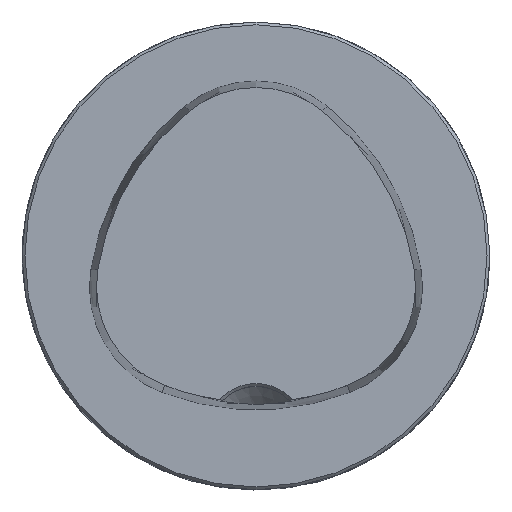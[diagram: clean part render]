
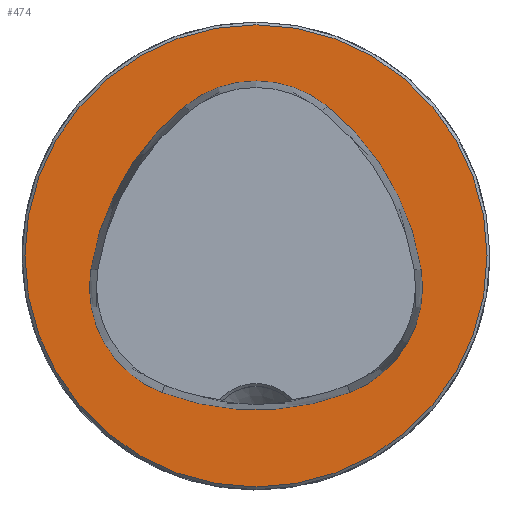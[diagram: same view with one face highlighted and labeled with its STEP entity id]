
A CAD part, top view. The second image highlights one B-rep face of the part: STEP entity #474.
In plain terms, the highlighted planar face has unit normal (0, 0, 1).
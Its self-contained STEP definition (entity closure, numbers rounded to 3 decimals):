
#474=ADVANCED_FACE('CU_E_LO_SU_1',(#690,#691),#608,.T.);
#608=PLANE('',#1992);
#690=FACE_BOUND('',#765,.T.);
#691=FACE_BOUND('',#766,.T.);
#765=EDGE_LOOP('',(#984));
#766=EDGE_LOOP('',(#985,#986,#987,#988,#989,#990));
#984=ORIENTED_EDGE('',*,*,#1639,.T.);
#985=ORIENTED_EDGE('',*,*,#1640,.F.);
#986=ORIENTED_EDGE('',*,*,#1641,.F.);
#987=ORIENTED_EDGE('',*,*,#1642,.F.);
#988=ORIENTED_EDGE('',*,*,#1643,.F.);
#989=ORIENTED_EDGE('',*,*,#1637,.F.);
#990=ORIENTED_EDGE('',*,*,#1644,.F.);
#1478=VERTEX_POINT('',#3186);
#1479=VERTEX_POINT('',#3188);
#1480=VERTEX_POINT('',#3192);
#1481=VERTEX_POINT('',#3194);
#1482=VERTEX_POINT('',#3195);
#1483=VERTEX_POINT('',#3197);
#1484=VERTEX_POINT('',#3199);
#1637=EDGE_CURVE('',#1478,#1479,#1847,.T.);
#1639=EDGE_CURVE('',#1480,#1480,#1848,.T.);
#1640=EDGE_CURVE('',#1481,#1482,#1849,.T.);
#1641=EDGE_CURVE('',#1483,#1481,#1850,.T.);
#1642=EDGE_CURVE('',#1484,#1483,#1851,.T.);
#1643=EDGE_CURVE('',#1479,#1484,#1852,.T.);
#1644=EDGE_CURVE('',#1482,#1478,#1853,.T.);
#1847=CIRCLE('',#1984,28.075);
#1848=CIRCLE('',#1986,24.7);
#1849=CIRCLE('',#1987,28.075);
#1850=CIRCLE('',#1988,12.075);
#1851=CIRCLE('',#1989,28.075);
#1852=CIRCLE('',#1990,12.075);
#1853=CIRCLE('',#1991,12.075);
#1984=AXIS2_PLACEMENT_3D('',#3187,#2266,#2267);
#1986=AXIS2_PLACEMENT_3D('',#3191,#2271,#2272);
#1987=AXIS2_PLACEMENT_3D('',#3193,#2273,#2274);
#1988=AXIS2_PLACEMENT_3D('',#3196,#2275,#2276);
#1989=AXIS2_PLACEMENT_3D('',#3198,#2277,#2278);
#1990=AXIS2_PLACEMENT_3D('',#3200,#2279,#2280);
#1991=AXIS2_PLACEMENT_3D('',#3201,#2281,#2282);
#1992=AXIS2_PLACEMENT_3D('',#3202,#2283,#2284);
#2266=DIRECTION('',(0.,0.,1.));
#2267=DIRECTION('',(1.,0.,0.));
#2271=DIRECTION('',(0.,0.,1.));
#2272=DIRECTION('',(1.,0.,0.));
#2273=DIRECTION('',(0.,0.,1.));
#2274=DIRECTION('',(1.,0.,0.));
#2275=DIRECTION('',(0.,0.,1.));
#2276=DIRECTION('',(1.,0.,0.));
#2277=DIRECTION('',(0.,0.,1.));
#2278=DIRECTION('',(1.,0.,0.));
#2279=DIRECTION('',(0.,0.,1.));
#2280=DIRECTION('',(1.,0.,0.));
#2281=DIRECTION('',(0.,0.,1.));
#2282=DIRECTION('',(1.,0.,0.));
#2283=DIRECTION('',(0.,0.,1.));
#2284=DIRECTION('',(1.,0.,0.));
#3186=CARTESIAN_POINT('',(-10.05,-14.595,0.));
#3187=CARTESIAN_POINT('',(0.,11.62,0.));
#3188=CARTESIAN_POINT('',(10.05,-14.595,0.));
#3191=CARTESIAN_POINT('',(0.,0.,0.));
#3192=CARTESIAN_POINT('',(24.7,0.,0.));
#3193=CARTESIAN_POINT('',(10.078,-5.807,0.));
#3194=CARTESIAN_POINT('',(-7.606,15.999,0.));
#3195=CARTESIAN_POINT('',(-17.656,-1.443,0.));
#3196=CARTESIAN_POINT('',(0.,6.62,0.));
#3197=CARTESIAN_POINT('',(7.606,15.999,0.));
#3198=CARTESIAN_POINT('',(-10.078,-5.807,0.));
#3199=CARTESIAN_POINT('',(17.656,-1.443,0.));
#3200=CARTESIAN_POINT('',(5.727,-3.32,0.));
#3201=CARTESIAN_POINT('',(-5.727,-3.32,0.));
#3202=CARTESIAN_POINT('',(0.,0.,0.));
